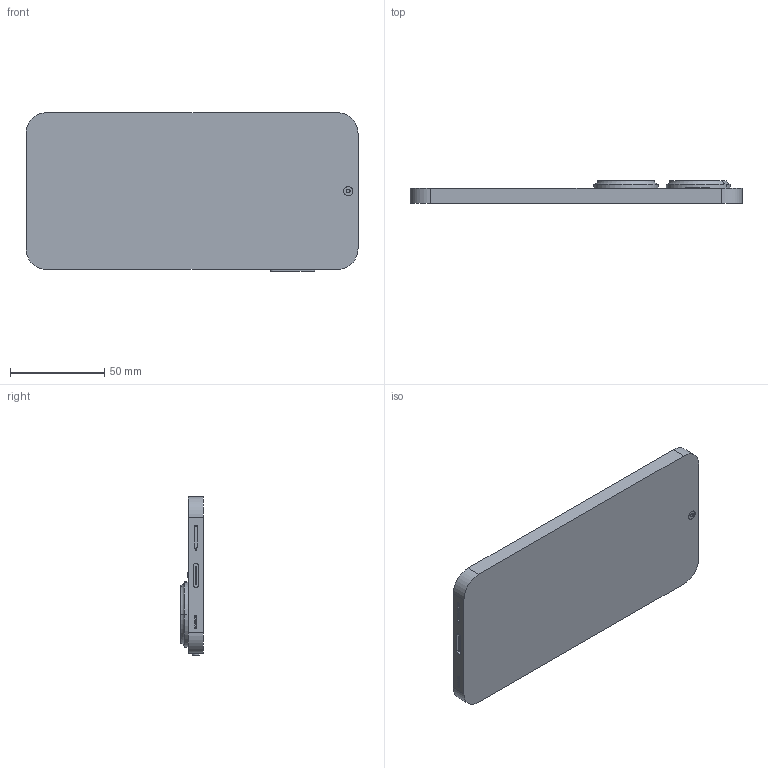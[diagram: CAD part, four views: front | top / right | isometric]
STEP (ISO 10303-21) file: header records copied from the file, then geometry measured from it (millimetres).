
FILE_DESCRIPTION (( 'STEP AP203' ), '1' );
FILE_NAME ('×°ÅäÌå1.STEP', '2025-01-14T10:36:48', ( '' ), ( '' ), 'SwSTEP 2.0', 'SolidWorks 2024', '' );
FILE_SCHEMA (( 'CONFIG_CONTROL_DESIGN' ));
Length unit declared in the file: millimetre
Products named in the file (4): 装配体1; 零件3; 零件1; 零件2
Assembly tree (3 placements, depth 2):
  装配体1
    零件1
    零件2
    零件3
Bounding box: 176.05 x 12 x 84.11 mm (x, y, z)
Volume: 122578.8 mm3; surface area: 37939.1 mm2
Topology: 3 solids, 3 shells, 96 faces, 209 edges, 138 vertices
Faces by surface type: cylinder 45, plane 41, torus 10
Entity records: 3091 total; most frequent: DIRECTION 529, CARTESIAN_POINT 449, ORIENTED_EDGE 418, AXIS2_PLACEMENT_3D 218, EDGE_CURVE 209, VERTEX_POINT 138, CIRCLE 116, EDGE_LOOP 115
